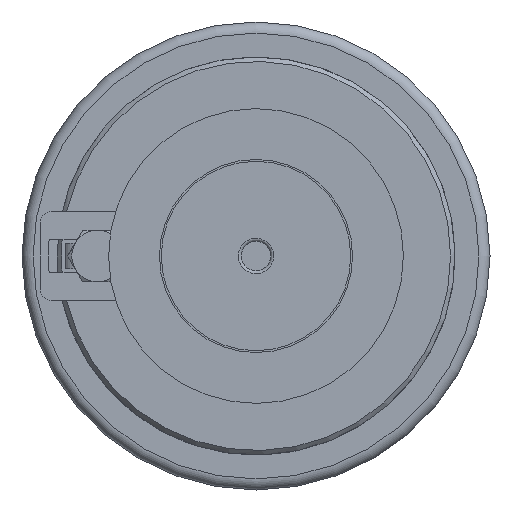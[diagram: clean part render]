
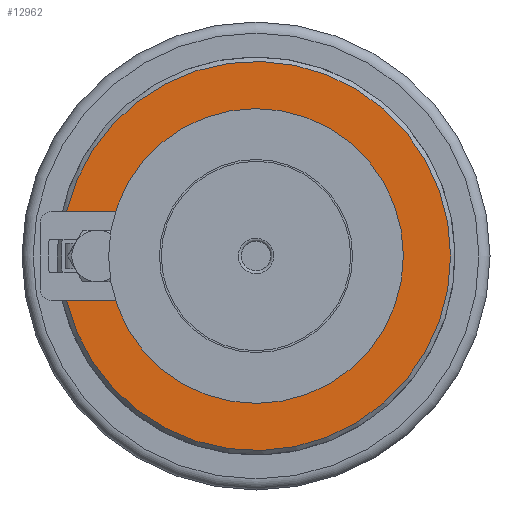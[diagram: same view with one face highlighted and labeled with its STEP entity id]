
A CAD part, left-side view. The second image highlights one B-rep face of the part: STEP entity #12962.
In plain terms, the highlighted planar face has unit normal (-1, 0, 0).
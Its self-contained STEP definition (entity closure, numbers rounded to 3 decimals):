
#11003=CARTESIAN_POINT('',(-48.75,0.05,14.9));
#11004=VERTEX_POINT('',#11003);
#11005=CARTESIAN_POINT('',(-48.75,0.,0.));
#11006=DIRECTION('',(1.,0.,0.));
#11007=DIRECTION('',(0.,-0.003,-1.));
#11008=AXIS2_PLACEMENT_3D('',#11005,#11006,#11007);
#11009=CIRCLE('',#11008,14.9);
#11010=EDGE_CURVE('',#11004,#11004,#11009,.T.);
#12121=CARTESIAN_POINT('',(-48.75,25.709,-6.));
#12122=VERTEX_POINT('',#12121);
#12166=CARTESIAN_POINT('',(-48.75,25.709,6.));
#12167=VERTEX_POINT('',#12166);
#12413=CARTESIAN_POINT('',(-48.75,18.164,-6.));
#12414=VERTEX_POINT('',#12413);
#12415=CARTESIAN_POINT('',(-48.75,18.164,-6.));
#12416=DIRECTION('',(0.0,1.0,0.0));
#12417=VECTOR('',#12416,7.545);
#12418=LINE('',#12415,#12417);
#12419=EDGE_CURVE('',#12414,#12122,#12418,.T.);
#12490=CARTESIAN_POINT('',(-48.75,18.164,-3.));
#12491=VERTEX_POINT('',#12490);
#12499=CARTESIAN_POINT('',(-48.75,18.5,-3.));
#12500=VERTEX_POINT('',#12499);
#12501=CARTESIAN_POINT('',(-48.75,18.5,-3.));
#12502=DIRECTION('',(0.0,-1.0,0.0));
#12503=VECTOR('',#12502,0.336);
#12504=LINE('',#12501,#12503);
#12505=EDGE_CURVE('',#12500,#12491,#12504,.T.);
#12554=CARTESIAN_POINT('',(-48.75,18.5,3.));
#12555=VERTEX_POINT('',#12554);
#12562=CARTESIAN_POINT('',(-48.75,18.164,3.));
#12563=VERTEX_POINT('',#12562);
#12564=CARTESIAN_POINT('',(-48.75,18.164,3.));
#12565=DIRECTION('',(0.0,1.0,0.0));
#12566=VECTOR('',#12565,0.336);
#12567=LINE('',#12564,#12566);
#12568=EDGE_CURVE('',#12563,#12555,#12567,.T.);
#12686=CARTESIAN_POINT('',(-48.75,18.164,6.));
#12687=VERTEX_POINT('',#12686);
#12695=CARTESIAN_POINT('',(-48.75,25.709,6.));
#12696=DIRECTION('',(0.0,-1.0,0.0));
#12697=VECTOR('',#12696,7.545);
#12698=LINE('',#12695,#12697);
#12699=EDGE_CURVE('',#12167,#12687,#12698,.T.);
#12738=CARTESIAN_POINT('',(-48.75,18.164,-3.));
#12739=DIRECTION('',(0.0,0.0,-1.0));
#12740=VECTOR('',#12739,3.);
#12741=LINE('',#12738,#12740);
#12742=EDGE_CURVE('',#12491,#12414,#12741,.T.);
#12767=CARTESIAN_POINT('',(-48.75,18.164,6.));
#12768=DIRECTION('',(0.0,0.0,-1.0));
#12769=VECTOR('',#12768,3.0);
#12770=LINE('',#12767,#12769);
#12771=EDGE_CURVE('',#12687,#12563,#12770,.T.);
#12825=CARTESIAN_POINT('',(-48.75,18.5,2.5));
#12826=VERTEX_POINT('',#12825);
#12833=CARTESIAN_POINT('',(-48.75,18.5,2.75));
#12834=DIRECTION('',(-1.0,0.0,0.0));
#12835=DIRECTION('',(0.0,0.0,-1.0));
#12836=AXIS2_PLACEMENT_3D('',#12833,#12834,#12835);
#12837=CIRCLE('',#12836,0.25);
#12838=EDGE_CURVE('',#12555,#12826,#12837,.T.);
#12850=CARTESIAN_POINT('',(-48.75,16.8,2.5));
#12851=VERTEX_POINT('',#12850);
#12858=CARTESIAN_POINT('',(-48.75,18.5,2.5));
#12859=DIRECTION('',(0.0,-1.0,0.0));
#12860=VECTOR('',#12859,1.7);
#12861=LINE('',#12858,#12860);
#12862=EDGE_CURVE('',#12826,#12851,#12861,.T.);
#12874=CARTESIAN_POINT('',(-48.75,16.8,-2.5));
#12875=VERTEX_POINT('',#12874);
#12882=CARTESIAN_POINT('',(-48.75,16.8,2.5));
#12883=DIRECTION('',(0.0,0.0,-1.0));
#12884=VECTOR('',#12883,5.0);
#12885=LINE('',#12882,#12884);
#12886=EDGE_CURVE('',#12851,#12875,#12885,.T.);
#12898=CARTESIAN_POINT('',(-48.75,18.5,-2.5));
#12899=VERTEX_POINT('',#12898);
#12906=CARTESIAN_POINT('',(-48.75,16.8,-2.5));
#12907=DIRECTION('',(0.0,1.0,0.0));
#12908=VECTOR('',#12907,1.7);
#12909=LINE('',#12906,#12908);
#12910=EDGE_CURVE('',#12875,#12899,#12909,.T.);
#12923=CARTESIAN_POINT('',(-48.75,18.5,-2.75));
#12924=DIRECTION('',(-1.0,0.0,0.0));
#12925=DIRECTION('',(0.0,0.0,-1.0));
#12926=AXIS2_PLACEMENT_3D('',#12923,#12924,#12925);
#12927=CIRCLE('',#12926,0.25);
#12928=EDGE_CURVE('',#12899,#12500,#12927,.T.);
#12934=CARTESIAN_POINT('',(-48.75,20.75,0.));
#12935=DIRECTION('',(-1.0,0.0,0.0));
#12936=DIRECTION('',(0.0,0.0,1.0));
#12937=AXIS2_PLACEMENT_3D('',#12934,#12935,#12936);
#12938=PLANE('',#12937);
#12939=ORIENTED_EDGE('',*,*,#12419,.T.);
#12940=CARTESIAN_POINT('',(-48.75,0.,0.));
#12941=DIRECTION('',(1.0,0.0,0.0));
#12942=DIRECTION('',(0.0,-1.0,0.0));
#12943=AXIS2_PLACEMENT_3D('',#12940,#12941,#12942);
#12944=CIRCLE('',#12943,26.4);
#12945=EDGE_CURVE('',#12167,#12122,#12944,.T.);
#12946=ORIENTED_EDGE('',*,*,#12945,.F.);
#12947=ORIENTED_EDGE('',*,*,#12699,.T.);
#12948=ORIENTED_EDGE('',*,*,#12771,.T.);
#12949=ORIENTED_EDGE('',*,*,#12568,.T.);
#12950=ORIENTED_EDGE('',*,*,#12838,.T.);
#12951=ORIENTED_EDGE('',*,*,#12862,.T.);
#12952=ORIENTED_EDGE('',*,*,#12886,.T.);
#12953=ORIENTED_EDGE('',*,*,#12910,.T.);
#12954=ORIENTED_EDGE('',*,*,#12928,.T.);
#12955=ORIENTED_EDGE('',*,*,#12505,.T.);
#12956=ORIENTED_EDGE('',*,*,#12742,.T.);
#12957=EDGE_LOOP('',(#12939,#12946,#12947,#12948,#12949,#12950,#12951,#12952,#12953,#12954,#12955,#12956));
#12958=FACE_OUTER_BOUND('',#12957,.T.);
#12959=ORIENTED_EDGE('',*,*,#11010,.T.);
#12960=EDGE_LOOP('',(#12959));
#12961=FACE_BOUND('',#12960,.T.);
#12962=ADVANCED_FACE('',(#12958,#12961),#12938,.T.);
